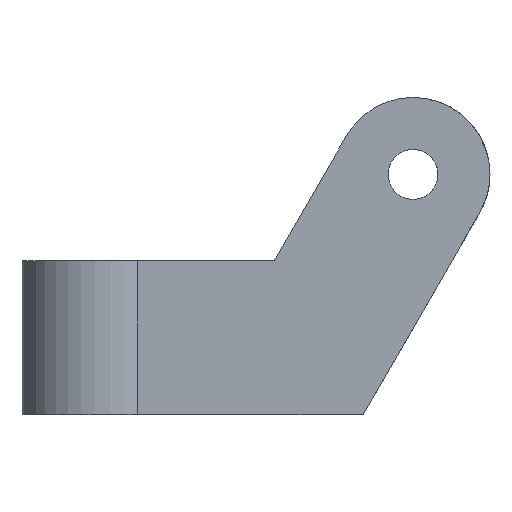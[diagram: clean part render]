
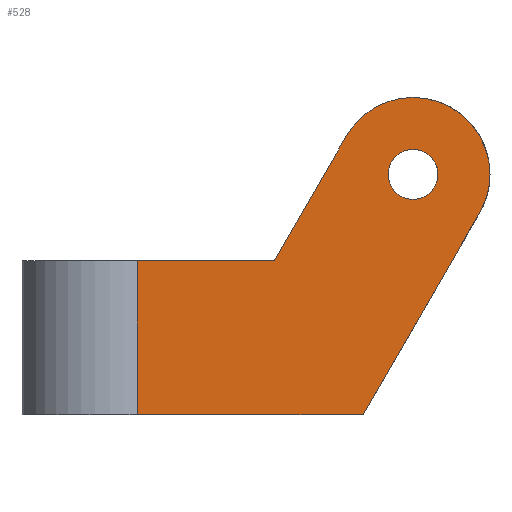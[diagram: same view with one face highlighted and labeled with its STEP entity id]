
A CAD part, left-side view. The second image highlights one B-rep face of the part: STEP entity #528.
In plain terms, the highlighted planar face has unit normal (-1, 0, 0).
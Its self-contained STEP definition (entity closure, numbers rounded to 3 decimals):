
#201=CARTESIAN_POINT('',(-12.5,-39.175,20.25));
#202=VERTEX_POINT('',#201);
#209=CARTESIAN_POINT('',(-12.5,-60.825,7.75));
#210=VERTEX_POINT('',#209);
#211=CARTESIAN_POINT('',(-12.5,-50.0,14.));
#212=DIRECTION('',(-1.0,0.0,0.0));
#213=DIRECTION('',(0.0,-0.866,-0.5));
#214=AXIS2_PLACEMENT_3D('',#211,#212,#213);
#215=CIRCLE('',#214,12.5);
#216=EDGE_CURVE('',#210,#202,#215,.T.);
#443=CARTESIAN_POINT('',(-12.5,-5.23,0.));
#444=VERTEX_POINT('',#443);
#445=CARTESIAN_POINT('',(-12.5,-5.23,-25.0));
#446=VERTEX_POINT('',#445);
#447=CARTESIAN_POINT('',(-12.5,-5.23,0.));
#448=DIRECTION('',(0.0,0.0,-1.0));
#449=VECTOR('',#448,25.0);
#450=LINE('',#447,#449);
#451=EDGE_CURVE('',#444,#446,#450,.T.);
#480=CARTESIAN_POINT('',(-12.5,-30.089,-4.51));
#481=DIRECTION('',(1.0,0.0,0.0));
#482=DIRECTION('',(0.0,0.0,-1.0));
#483=AXIS2_PLACEMENT_3D('',#480,#481,#482);
#484=PLANE('',#483);
#485=ORIENTED_EDGE('',*,*,#451,.T.);
#486=CARTESIAN_POINT('',(-12.5,-41.917,-25.));
#487=VERTEX_POINT('',#486);
#488=CARTESIAN_POINT('',(-12.5,-5.23,-25.0));
#489=DIRECTION('',(0.0,-1.0,0.0));
#490=VECTOR('',#489,36.687);
#491=LINE('',#488,#490);
#492=EDGE_CURVE('',#446,#487,#491,.T.);
#493=ORIENTED_EDGE('',*,*,#492,.T.);
#494=CARTESIAN_POINT('',(-12.5,-41.917,-25.));
#495=DIRECTION('',(0.0,-0.5,0.866));
#496=VECTOR('',#495,37.816);
#497=LINE('',#494,#496);
#498=EDGE_CURVE('',#487,#210,#497,.T.);
#499=ORIENTED_EDGE('',*,*,#498,.T.);
#500=ORIENTED_EDGE('',*,*,#216,.T.);
#501=CARTESIAN_POINT('',(-12.5,-27.483,0.));
#502=VERTEX_POINT('',#501);
#503=CARTESIAN_POINT('',(-12.5,-39.175,20.25));
#504=DIRECTION('',(0.0,0.5,-0.866));
#505=VECTOR('',#504,23.383);
#506=LINE('',#503,#505);
#507=EDGE_CURVE('',#202,#502,#506,.T.);
#508=ORIENTED_EDGE('',*,*,#507,.T.);
#509=CARTESIAN_POINT('',(-12.5,-27.483,0.));
#510=DIRECTION('',(0.0,1.0,0.0));
#511=VECTOR('',#510,22.253);
#512=LINE('',#509,#511);
#513=EDGE_CURVE('',#502,#444,#512,.T.);
#514=ORIENTED_EDGE('',*,*,#513,.T.);
#515=EDGE_LOOP('',(#485,#493,#499,#500,#508,#514));
#516=FACE_OUTER_BOUND('',#515,.T.);
#517=CARTESIAN_POINT('',(-12.5,-45.95,14.));
#518=VERTEX_POINT('',#517);
#519=CARTESIAN_POINT('',(-12.5,-50.0,14.));
#520=DIRECTION('',(1.0,0.0,0.0));
#521=DIRECTION('',(0.0,-1.0,0.0));
#522=AXIS2_PLACEMENT_3D('',#519,#520,#521);
#523=CIRCLE('',#522,4.05);
#524=EDGE_CURVE('',#518,#518,#523,.T.);
#525=ORIENTED_EDGE('',*,*,#524,.T.);
#526=EDGE_LOOP('',(#525));
#527=FACE_BOUND('',#526,.T.);
#528=ADVANCED_FACE('',(#516,#527),#484,.F.);
